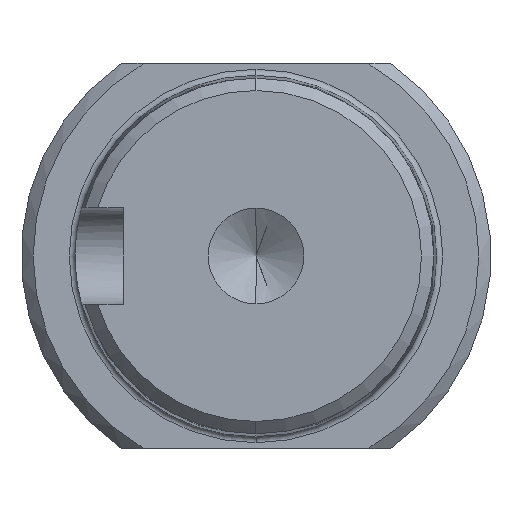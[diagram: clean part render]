
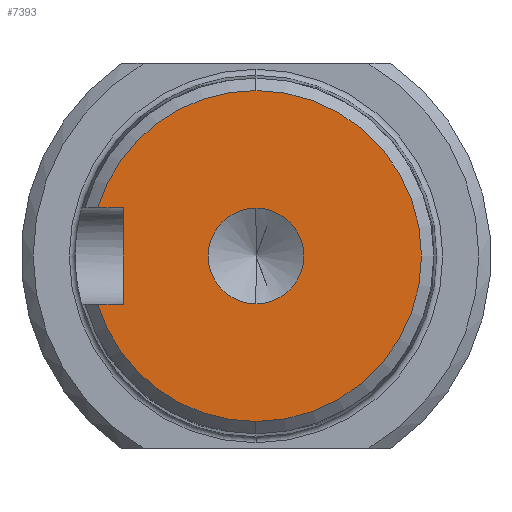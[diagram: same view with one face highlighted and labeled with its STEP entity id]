
A CAD part, left-side view. The second image highlights one B-rep face of the part: STEP entity #7393.
In plain terms, the highlighted planar face has unit normal (-1, 0, 0).
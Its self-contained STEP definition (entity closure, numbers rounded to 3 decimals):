
#99 = DIRECTION ( 'NONE',  ( 1., 0., 0. ) ) ;
#137 = LINE ( 'NONE', #3631, #3393 ) ;
#775 = DIRECTION ( 'NONE',  ( -1., 0., 0. ) ) ;
#848 = DIRECTION ( 'NONE',  ( 0., 0., -1. ) ) ;
#949 = EDGE_CURVE ( 'NONE', #8407, #10304, #137, .T. ) ;
#988 = CARTESIAN_POINT ( 'NONE',  ( 0., 0., -3.969 ) ) ;
#1236 = VERTEX_POINT ( 'NONE', #5004 ) ;
#1258 = VECTOR ( 'NONE', #2184, 1000. ) ;
#1761 = CARTESIAN_POINT ( 'NONE',  ( 0., 0., 0. ) ) ;
#2146 = EDGE_CURVE ( 'NONE', #8313, #8407, #10115, .T. ) ;
#2184 = DIRECTION ( 'NONE',  ( 0., -1., 0. ) ) ;
#2288 = DIRECTION ( 'NONE',  ( -1., 0., 0. ) ) ;
#2303 = AXIS2_PLACEMENT_3D ( 'NONE', #2898, #775, #848 ) ;
#2862 = CIRCLE ( 'NONE', #10224, 3.969 ) ;
#2898 = CARTESIAN_POINT ( 'NONE',  ( 0., 0., 0. ) ) ;
#2926 = CARTESIAN_POINT ( 'NONE',  ( 0., 0., 0. ) ) ;
#2989 = FACE_BOUND ( 'NONE', #12130, .T. ) ;
#3031 = AXIS2_PLACEMENT_3D ( 'NONE', #4843, #7787, #3040 ) ;
#3040 = DIRECTION ( 'NONE',  ( 0., 0., 1. ) ) ;
#3051 = PLANE ( 'NONE',  #4508 ) ;
#3305 = EDGE_CURVE ( 'NONE', #8313, #7187, #9059, .T. ) ;
#3381 = CARTESIAN_POINT ( 'NONE',  ( 0., 0., 0. ) ) ;
#3393 = VECTOR ( 'NONE', #10770, 1000. ) ;
#3406 = DIRECTION ( 'NONE',  ( 0., -1., 0. ) ) ;
#3631 = CARTESIAN_POINT ( 'NONE',  ( 0., 11., -4. ) ) ;
#3642 = EDGE_CURVE ( 'NONE', #7187, #8535, #11299, .T. ) ;
#3856 = CIRCLE ( 'NONE', #3031, 3.969 ) ;
#3981 = EDGE_LOOP ( 'NONE', ( #12548, #8877, #10634, #5014, #8929, #9623 ) ) ;
#4134 = CARTESIAN_POINT ( 'NONE',  ( 0., 13.142, -4. ) ) ;
#4242 = CARTESIAN_POINT ( 'NONE',  ( 0., 21., -4. ) ) ;
#4508 = AXIS2_PLACEMENT_3D ( 'NONE', #8639, #99, #5752 ) ;
#4843 = CARTESIAN_POINT ( 'NONE',  ( 0., 0., 0. ) ) ;
#4913 = DIRECTION ( 'NONE',  ( 0., 0., -1. ) ) ;
#5004 = CARTESIAN_POINT ( 'NONE',  ( 0., 0., 3.969 ) ) ;
#5014 = ORIENTED_EDGE ( 'NONE', *, *, #9592, .T. ) ;
#5752 = DIRECTION ( 'NONE',  ( 0., 0., -1. ) ) ;
#6216 = EDGE_CURVE ( 'NONE', #8842, #10304, #6419, .T. ) ;
#6419 = LINE ( 'NONE', #8340, #9805 ) ;
#6790 = CARTESIAN_POINT ( 'NONE',  ( 0., 13.142, 4. ) ) ;
#7096 = DIRECTION ( 'NONE',  ( 0., 0., 1. ) ) ;
#7187 = VERTEX_POINT ( 'NONE', #11195 ) ;
#7235 = EDGE_CURVE ( 'NONE', #1236, #9230, #2862, .T. ) ;
#7393 = ADVANCED_FACE ( 'NONE', ( #2989, #10794 ), #3051, .F. ) ;
#7397 = ORIENTED_EDGE ( 'NONE', *, *, #7235, .F. ) ;
#7787 = DIRECTION ( 'NONE',  ( -1., 0., 0. ) ) ;
#8313 = VERTEX_POINT ( 'NONE', #4134 ) ;
#8340 = CARTESIAN_POINT ( 'NONE',  ( 0., 21., 4. ) ) ;
#8407 = VERTEX_POINT ( 'NONE', #11221 ) ;
#8535 = VERTEX_POINT ( 'NONE', #10836 ) ;
#8639 = CARTESIAN_POINT ( 'NONE',  ( 0., 0., 0. ) ) ;
#8842 = VERTEX_POINT ( 'NONE', #6790 ) ;
#8877 = ORIENTED_EDGE ( 'NONE', *, *, #3305, .T. ) ;
#8929 = ORIENTED_EDGE ( 'NONE', *, *, #6216, .T. ) ;
#9059 = CIRCLE ( 'NONE', #12328, 13.737 ) ;
#9230 = VERTEX_POINT ( 'NONE', #988 ) ;
#9236 = EDGE_CURVE ( 'NONE', #9230, #1236, #3856, .T. ) ;
#9592 = EDGE_CURVE ( 'NONE', #8535, #8842, #12223, .T. ) ;
#9623 = ORIENTED_EDGE ( 'NONE', *, *, #949, .F. ) ;
#9701 = DIRECTION ( 'NONE',  ( -1., 0., 0. ) ) ;
#9805 = VECTOR ( 'NONE', #3406, 1000. ) ;
#9894 = DIRECTION ( 'NONE',  ( -1., 0., 0. ) ) ;
#10115 = LINE ( 'NONE', #4242, #1258 ) ;
#10224 = AXIS2_PLACEMENT_3D ( 'NONE', #3381, #2288, #7096 ) ;
#10304 = VERTEX_POINT ( 'NONE', #10313 ) ;
#10313 = CARTESIAN_POINT ( 'NONE',  ( 0., 11., 4. ) ) ;
#10634 = ORIENTED_EDGE ( 'NONE', *, *, #3642, .T. ) ;
#10770 = DIRECTION ( 'NONE',  ( 0., 0., 1. ) ) ;
#10794 = FACE_OUTER_BOUND ( 'NONE', #3981, .T. ) ;
#10796 = AXIS2_PLACEMENT_3D ( 'NONE', #2926, #9894, #4913 ) ;
#10836 = CARTESIAN_POINT ( 'NONE',  ( 0., 0., 13.737 ) ) ;
#11195 = CARTESIAN_POINT ( 'NONE',  ( 0., 0., -13.737 ) ) ;
#11221 = CARTESIAN_POINT ( 'NONE',  ( 0., 11., -4. ) ) ;
#11299 = CIRCLE ( 'NONE', #2303, 13.737 ) ;
#11581 = ORIENTED_EDGE ( 'NONE', *, *, #9236, .F. ) ;
#12130 = EDGE_LOOP ( 'NONE', ( #7397, #11581 ) ) ;
#12223 = CIRCLE ( 'NONE', #10796, 13.737 ) ;
#12328 = AXIS2_PLACEMENT_3D ( 'NONE', #1761, #9701, #12521 ) ;
#12521 = DIRECTION ( 'NONE',  ( 0., 0., -1. ) ) ;
#12548 = ORIENTED_EDGE ( 'NONE', *, *, #2146, .F. ) ;
